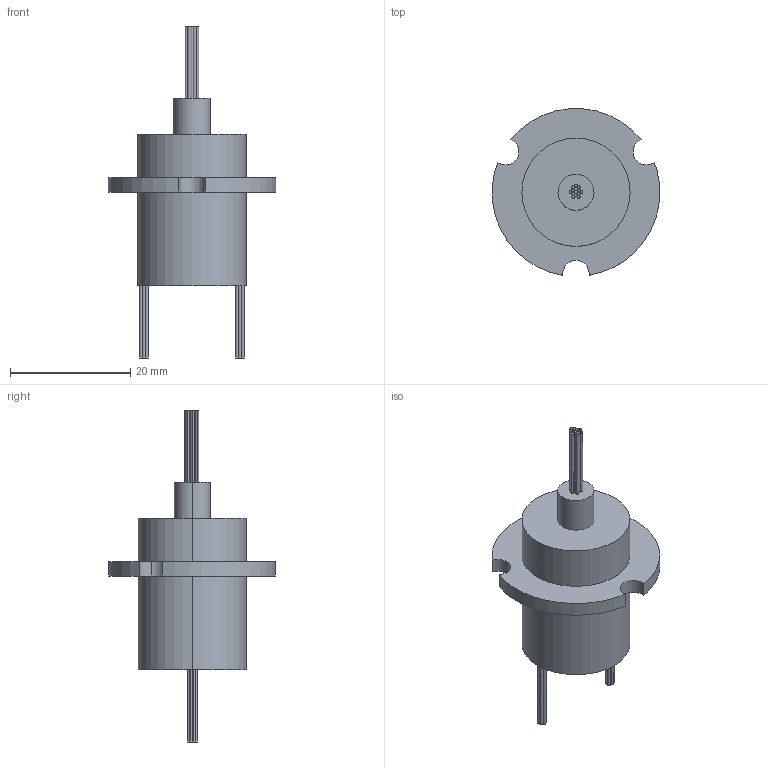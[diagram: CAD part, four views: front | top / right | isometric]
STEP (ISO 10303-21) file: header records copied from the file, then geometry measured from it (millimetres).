
FILE_DESCRIPTION (( 'STEP AP203' ), '1' );
FILE_NAME ('318M2-1400 Rev 1.STEP', '2013-06-26T00:13:33', ( '' ), ( '' ), 'SwSTEP 2.0', 'SolidWorks 2013', '' );
FILE_SCHEMA (( 'CONFIG_CONTROL_DESIGN' ));
Length unit declared in the file: millimetre
Products named in the file (1): 318M2-1400 Rev 1
Bounding box: 27.89 x 27.68 x 55.2 mm (x, y, z)
Volume: 7437.6 mm3; surface area: 3329.6 mm2
Topology: 1 solids, 1 shells, 105 faces, 216 edges, 144 vertices
Faces by surface type: cylinder 72, plane 33
Entity records: 2931 total; most frequent: DIRECTION 572, CARTESIAN_POINT 466, ORIENTED_EDGE 432, AXIS2_PLACEMENT_3D 250, EDGE_CURVE 216, CIRCLE 144, VERTEX_POINT 144, EDGE_LOOP 136
